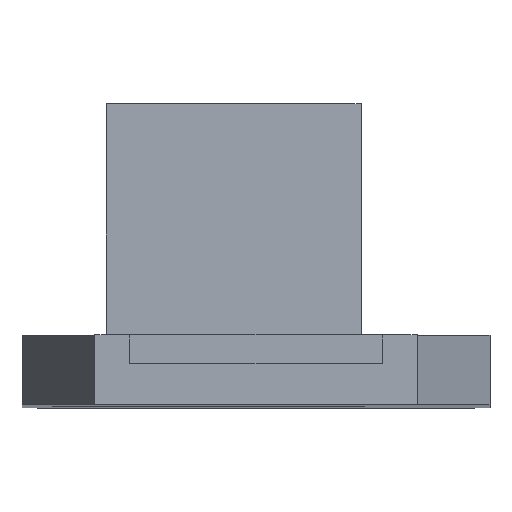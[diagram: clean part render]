
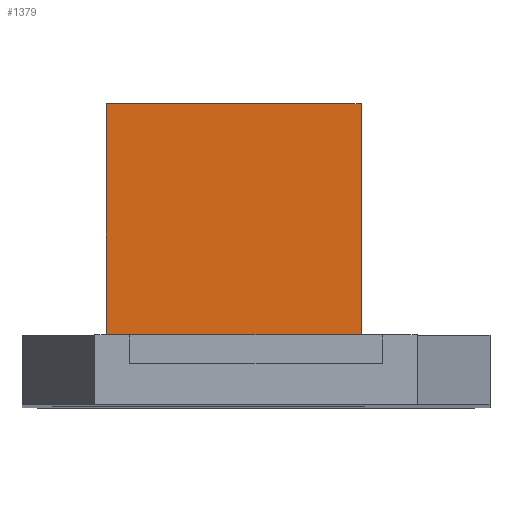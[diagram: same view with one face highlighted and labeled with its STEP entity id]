
A CAD part, top view. The second image highlights one B-rep face of the part: STEP entity #1379.
In plain terms, the highlighted planar face has unit normal (0, 0, 1).
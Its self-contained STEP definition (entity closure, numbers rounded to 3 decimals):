
#385 = VERTEX_POINT('',#386);
#386 = CARTESIAN_POINT('',(-81.017,107.6,90.8));
#392 = EDGE_CURVE('',#393,#385,#395,.T.);
#393 = VERTEX_POINT('',#394);
#394 = CARTESIAN_POINT('',(-70.017,107.6,90.8));
#395 = LINE('',#396,#397);
#396 = CARTESIAN_POINT('',(-74.785,107.6,90.8));
#397 = VECTOR('',#398,1.);
#398 = DIRECTION('',(-1.,0.,-0.));
#1274 = EDGE_CURVE('',#385,#1275,#1277,.T.);
#1275 = VERTEX_POINT('',#1276);
#1276 = CARTESIAN_POINT('',(-81.017,117.6,90.8));
#1277 = LINE('',#1278,#1279);
#1278 = CARTESIAN_POINT('',(-81.017,107.6,90.8));
#1279 = VECTOR('',#1280,1.);
#1280 = DIRECTION('',(0.,1.,0.));
#1350 = VERTEX_POINT('',#1351);
#1351 = CARTESIAN_POINT('',(-70.017,117.6,90.8));
#1357 = EDGE_CURVE('',#393,#1350,#1358,.T.);
#1358 = LINE('',#1359,#1360);
#1359 = CARTESIAN_POINT('',(-70.017,107.6,90.8));
#1360 = VECTOR('',#1361,1.);
#1361 = DIRECTION('',(0.,1.,0.));
#1379 = ADVANCED_FACE('',(#1380),#1391,.T.);
#1380 = FACE_BOUND('',#1381,.T.);
#1381 = EDGE_LOOP('',(#1382,#1383,#1389,#1390));
#1382 = ORIENTED_EDGE('',*,*,#1357,.T.);
#1383 = ORIENTED_EDGE('',*,*,#1384,.F.);
#1384 = EDGE_CURVE('',#1275,#1350,#1385,.T.);
#1385 = LINE('',#1386,#1387);
#1386 = CARTESIAN_POINT('',(-70.017,117.6,90.8));
#1387 = VECTOR('',#1388,1.);
#1388 = DIRECTION('',(1.,0.,0.));
#1389 = ORIENTED_EDGE('',*,*,#1274,.F.);
#1390 = ORIENTED_EDGE('',*,*,#392,.F.);
#1391 = PLANE('',#1392);
#1392 = AXIS2_PLACEMENT_3D('',#1393,#1394,#1395);
#1393 = CARTESIAN_POINT('',(-70.017,107.6,90.8));
#1394 = DIRECTION('',(0.,0.,1.));
#1395 = DIRECTION('',(0.,1.,0.));
